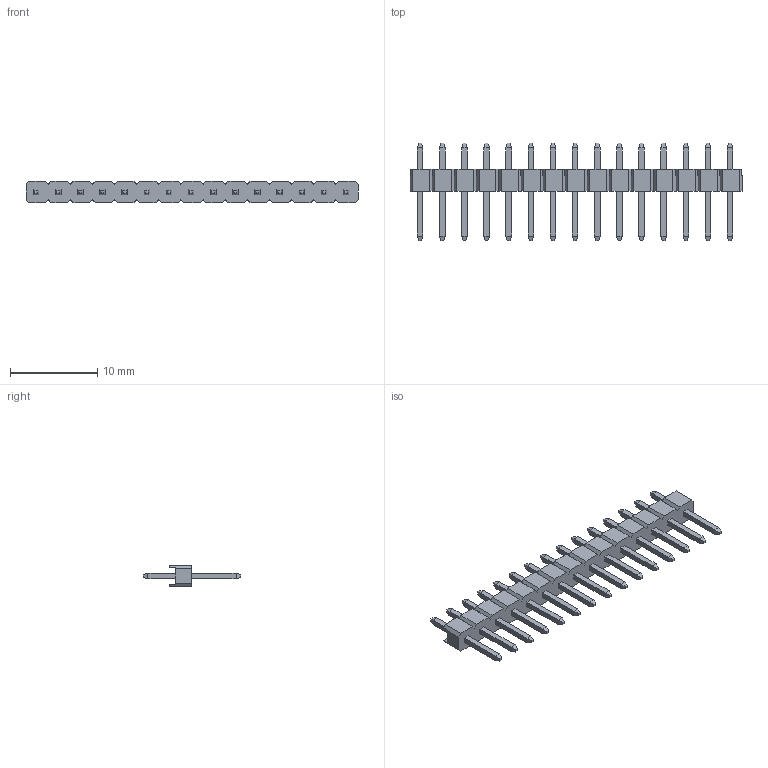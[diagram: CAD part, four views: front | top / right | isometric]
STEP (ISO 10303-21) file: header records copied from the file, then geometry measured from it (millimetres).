
FILE_DESCRIPTION(('STEP AP214'),'1');
FILE_NAME('pin_header_aw140-eg-g15d.stp','2017-04-01T03:12:56',('TraceParts'),('TraceParts S.A.'),'Spatial InterOp 3D',' ',' ');
FILE_SCHEMA(('automotive_design'));
Length unit declared in the file: millimetre
Products named in the file (1): pin_header_aw140-eg-g15d
Bounding box: 38.1 x 11.2 x 2.5 mm (x, y, z)
Volume: 238 mm3; surface area: 801 mm2
Topology: 1 solids, 1 shells, 424 faces, 1056 edges, 664 vertices
Faces by surface type: plane 424
Entity records: 15588 total; most frequent: CARTESIAN_POINT 2145, ORIENTED_EDGE 2112, DIRECTION 1906, EDGE_CURVE 1056, LINE 1056, VECTOR 1056, VERTEX_POINT 664, EDGE_LOOP 454
